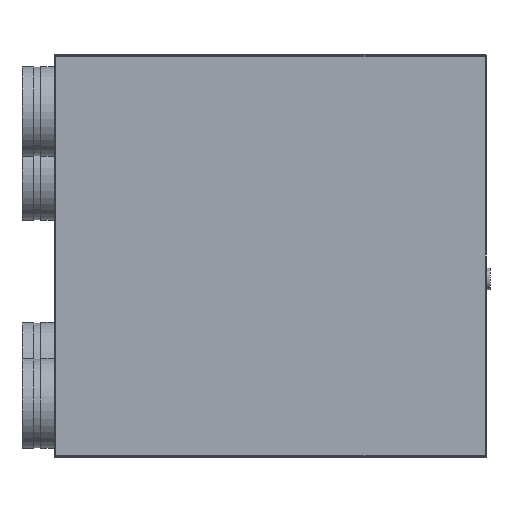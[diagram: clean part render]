
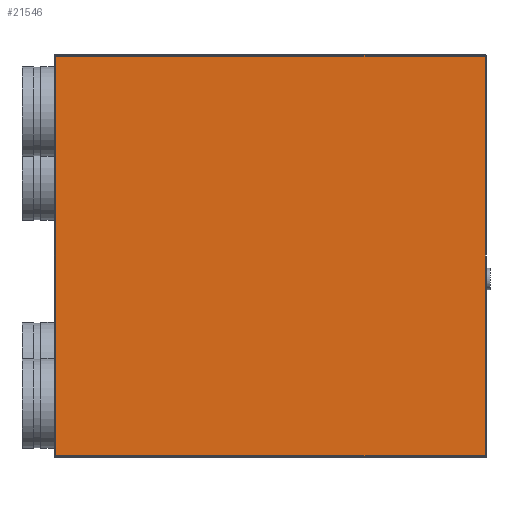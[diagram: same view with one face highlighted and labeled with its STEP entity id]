
A CAD part, left-side view. The second image highlights one B-rep face of the part: STEP entity #21546.
In plain terms, the highlighted planar face has unit normal (-1, 0, 0).
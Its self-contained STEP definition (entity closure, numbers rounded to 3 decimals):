
#13119 = CARTESIAN_POINT ( 'NONE',  ( -157.5, 599.263, 280. ) ) ;
#13120 = CARTESIAN_POINT ( 'NONE',  ( -157.5, 1.737, 280. ) ) ;
#13127 = DIRECTION ( 'NONE',  ( 0., -1., 0. ) ) ;
#13128 = VECTOR ( 'NONE', #13127, 1000. ) ;
#13129 = CARTESIAN_POINT ( 'NONE',  ( -157.5, 1., 280. ) ) ;
#13130 = LINE ( 'NONE', #13129, #13128 ) ;
#13149 = DIRECTION ( 'NONE',  ( 0., -1., 0. ) ) ;
#13150 = DIRECTION ( 'NONE',  ( -1., 0., 0. ) ) ;
#13151 = CARTESIAN_POINT ( 'NONE',  ( -157.5, 1., 280. ) ) ;
#13152 = AXIS2_PLACEMENT_3D ( 'NONE', #13151, #13150, #13149 ) ;
#13153 = PLANE ( 'NONE',  #13152 ) ;
#13154 = FACE_OUTER_BOUND ( 'NONE', #21543, .T. ) ;
#13159 = DIRECTION ( 'NONE',  ( 0., 0., -1. ) ) ;
#13160 = VECTOR ( 'NONE', #13159, 1000. ) ;
#13161 = CARTESIAN_POINT ( 'NONE',  ( -157.5, 599.263, 280. ) ) ;
#13162 = LINE ( 'NONE', #13161, #13160 ) ;
#13163 = DIRECTION ( 'NONE',  ( 0., 0., -1. ) ) ;
#13164 = VECTOR ( 'NONE', #13163, 1000. ) ;
#13165 = CARTESIAN_POINT ( 'NONE',  ( -157.5, 599.263, 280. ) ) ;
#13166 = LINE ( 'NONE', #13165, #13164 ) ;
#13171 = DIRECTION ( 'NONE',  ( 0., 0., 1. ) ) ;
#13172 = VECTOR ( 'NONE', #13171, 1000. ) ;
#13173 = CARTESIAN_POINT ( 'NONE',  ( -157.5, 1.737, 280. ) ) ;
#13174 = LINE ( 'NONE', #13173, #13172 ) ;
#13190 = DIRECTION ( 'NONE',  ( 0., 0., 1. ) ) ;
#13191 = VECTOR ( 'NONE', #13190, 1000. ) ;
#13192 = CARTESIAN_POINT ( 'NONE',  ( -157.5, 1.737, 280. ) ) ;
#13193 = LINE ( 'NONE', #13192, #13191 ) ;
#13422 = CARTESIAN_POINT ( 'NONE',  ( -157.5, 599.263, -278.263 ) ) ;
#13462 = DIRECTION ( 'NONE',  ( 0., 1., 0. ) ) ;
#13463 = VECTOR ( 'NONE', #13462, 1000. ) ;
#13464 = CARTESIAN_POINT ( 'NONE',  ( -157.5, 601., -280. ) ) ;
#13465 = LINE ( 'NONE', #13464, #13463 ) ;
#13481 = DIRECTION ( 'NONE',  ( 0., 0., -1. ) ) ;
#13482 = VECTOR ( 'NONE', #13481, 1000. ) ;
#13483 = CARTESIAN_POINT ( 'NONE',  ( -157.5, 599.263, 280. ) ) ;
#13484 = LINE ( 'NONE', #13483, #13482 ) ;
#13485 = CARTESIAN_POINT ( 'NONE',  ( -157.5, 599.263, 278.263 ) ) ;
#13494 = DIRECTION ( 'NONE',  ( 0., 0., 1. ) ) ;
#13495 = VECTOR ( 'NONE', #13494, 1000. ) ;
#13496 = CARTESIAN_POINT ( 'NONE',  ( -157.5, 1.737, 280. ) ) ;
#13497 = LINE ( 'NONE', #13496, #13495 ) ;
#13498 = CARTESIAN_POINT ( 'NONE',  ( -157.5, 1.737, 278.263 ) ) ;
#13499 = CARTESIAN_POINT ( 'NONE',  ( -157.5, 599.263, -280. ) ) ;
#13508 = CARTESIAN_POINT ( 'NONE',  ( -157.5, 1.737, -280. ) ) ;
#13572 = CARTESIAN_POINT ( 'NONE',  ( -157.5, 1.737, -278.263 ) ) ;
#21522 = EDGE_CURVE ( 'NONE', #21530, #21528, #13130, .T. ) ;
#21528 = VERTEX_POINT ( 'NONE', #13120 ) ;
#21530 = VERTEX_POINT ( 'NONE', #13119 ) ;
#21532 = ORIENTED_EDGE ( 'NONE', *, *, #21534, .T. ) ;
#21534 = EDGE_CURVE ( 'NONE', #21733, #21766, #13174, .T. ) ;
#21536 = ORIENTED_EDGE ( 'NONE', *, *, #21726, .F. ) ;
#21537 = ORIENTED_EDGE ( 'NONE', *, *, #21522, .F. ) ;
#21538 = ORIENTED_EDGE ( 'NONE', *, *, #21718, .T. ) ;
#21539 = ORIENTED_EDGE ( 'NONE', *, *, #21540, .T. ) ;
#21540 = EDGE_CURVE ( 'NONE', #21684, #21736, #13166, .T. ) ;
#21541 = EDGE_CURVE ( 'NONE', #21530, #21713, #13162, .T. ) ;
#21542 = ORIENTED_EDGE ( 'NONE', *, *, #21541, .T. ) ;
#21543 = EDGE_LOOP ( 'NONE', ( #21537, #21542, #21538, #21539, #21536, #21532, #21569, #21573 ) ) ;
#21546 = ADVANCED_FACE ( 'NONE', ( #13154 ), #13153, .T. ) ;
#21566 = EDGE_CURVE ( 'NONE', #21739, #21528, #13193, .T. ) ;
#21569 = ORIENTED_EDGE ( 'NONE', *, *, #21740, .T. ) ;
#21573 = ORIENTED_EDGE ( 'NONE', *, *, #21566, .T. ) ;
#21684 = VERTEX_POINT ( 'NONE', #13422 ) ;
#21713 = VERTEX_POINT ( 'NONE', #13485 ) ;
#21718 = EDGE_CURVE ( 'NONE', #21713, #21684, #13484, .T. ) ;
#21726 = EDGE_CURVE ( 'NONE', #21733, #21736, #13465, .T. ) ;
#21733 = VERTEX_POINT ( 'NONE', #13508 ) ;
#21736 = VERTEX_POINT ( 'NONE', #13499 ) ;
#21739 = VERTEX_POINT ( 'NONE', #13498 ) ;
#21740 = EDGE_CURVE ( 'NONE', #21766, #21739, #13497, .T. ) ;
#21766 = VERTEX_POINT ( 'NONE', #13572 ) ;
